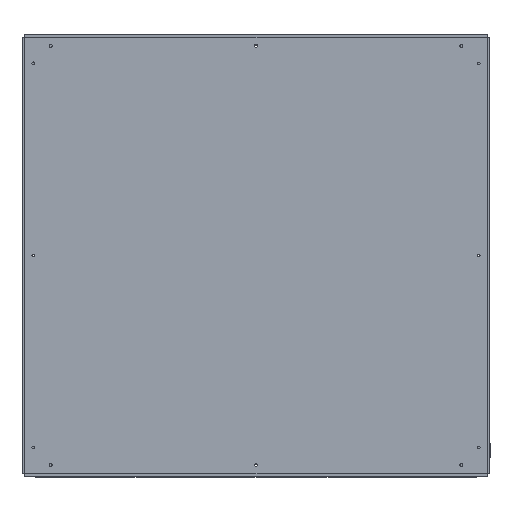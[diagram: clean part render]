
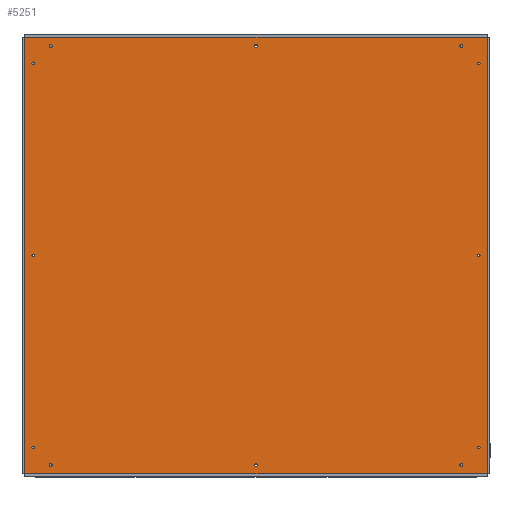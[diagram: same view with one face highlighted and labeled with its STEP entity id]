
A CAD part, top view. The second image highlights one B-rep face of the part: STEP entity #5251.
In plain terms, the highlighted planar face has unit normal (0, 0, 1).
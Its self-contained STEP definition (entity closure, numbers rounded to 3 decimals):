
#291=FACE_BOUND('',#1077,.T.);
#292=FACE_BOUND('',#1078,.T.);
#293=FACE_BOUND('',#1079,.T.);
#294=FACE_BOUND('',#1080,.T.);
#295=FACE_BOUND('',#1081,.T.);
#296=FACE_BOUND('',#1082,.T.);
#297=FACE_BOUND('',#1083,.T.);
#298=FACE_BOUND('',#1084,.T.);
#299=FACE_BOUND('',#1085,.T.);
#300=FACE_BOUND('',#1086,.T.);
#301=FACE_BOUND('',#1087,.T.);
#302=FACE_BOUND('',#1088,.T.);
#467=PLANE('',#5832);
#664=FACE_OUTER_BOUND('',#1076,.T.);
#1076=EDGE_LOOP('',(#4357,#4358,#4359,#4360));
#1077=EDGE_LOOP('',(#4361));
#1078=EDGE_LOOP('',(#4362));
#1079=EDGE_LOOP('',(#4363));
#1080=EDGE_LOOP('',(#4364));
#1081=EDGE_LOOP('',(#4365));
#1082=EDGE_LOOP('',(#4366));
#1083=EDGE_LOOP('',(#4367));
#1084=EDGE_LOOP('',(#4368));
#1085=EDGE_LOOP('',(#4369));
#1086=EDGE_LOOP('',(#4370));
#1087=EDGE_LOOP('',(#4371));
#1088=EDGE_LOOP('',(#4372));
#1515=LINE('',#8557,#1904);
#1518=LINE('',#8563,#1907);
#1521=LINE('',#8569,#1910);
#1524=LINE('',#8573,#1913);
#1904=VECTOR('',#7009,10.);
#1907=VECTOR('',#7014,10.);
#1910=VECTOR('',#7019,10.);
#1913=VECTOR('',#7024,10.);
#2232=CIRCLE('',#5795,1.65);
#2234=CIRCLE('',#5798,1.65);
#2236=CIRCLE('',#5800,1.65);
#2238=CIRCLE('',#5803,1.65);
#2240=CIRCLE('',#5805,1.65);
#2242=CIRCLE('',#5808,1.65);
#2244=CIRCLE('',#5811,1.65);
#2246=CIRCLE('',#5814,1.65);
#2248=CIRCLE('',#5817,1.65);
#2250=CIRCLE('',#5820,1.65);
#2252=CIRCLE('',#5823,1.65);
#2254=CIRCLE('',#5826,1.65);
#2628=VERTEX_POINT('',#8445);
#2630=VERTEX_POINT('',#8451);
#2632=VERTEX_POINT('',#8474);
#2634=VERTEX_POINT('',#8480);
#2636=VERTEX_POINT('',#8503);
#2638=VERTEX_POINT('',#8509);
#2640=VERTEX_POINT('',#8515);
#2642=VERTEX_POINT('',#8521);
#2644=VERTEX_POINT('',#8527);
#2646=VERTEX_POINT('',#8533);
#2648=VERTEX_POINT('',#8539);
#2650=VERTEX_POINT('',#8545);
#2654=VERTEX_POINT('',#8554);
#2655=VERTEX_POINT('',#8556);
#2657=VERTEX_POINT('',#8562);
#2659=VERTEX_POINT('',#8568);
#3219=EDGE_CURVE('',#2628,#2628,#2232,.T.);
#3222=EDGE_CURVE('',#2630,#2630,#2234,.T.);
#3225=EDGE_CURVE('',#2632,#2632,#2236,.T.);
#3228=EDGE_CURVE('',#2634,#2634,#2238,.T.);
#3231=EDGE_CURVE('',#2636,#2636,#2240,.T.);
#3234=EDGE_CURVE('',#2638,#2638,#2242,.T.);
#3237=EDGE_CURVE('',#2640,#2640,#2244,.T.);
#3240=EDGE_CURVE('',#2642,#2642,#2246,.T.);
#3243=EDGE_CURVE('',#2644,#2644,#2248,.T.);
#3246=EDGE_CURVE('',#2646,#2646,#2250,.T.);
#3249=EDGE_CURVE('',#2648,#2648,#2252,.T.);
#3252=EDGE_CURVE('',#2650,#2650,#2254,.T.);
#3257=EDGE_CURVE('',#2655,#2654,#1515,.T.);
#3260=EDGE_CURVE('',#2657,#2655,#1518,.T.);
#3263=EDGE_CURVE('',#2659,#2657,#1521,.T.);
#3266=EDGE_CURVE('',#2654,#2659,#1524,.T.);
#4357=ORIENTED_EDGE('',*,*,#3266,.T.);
#4358=ORIENTED_EDGE('',*,*,#3263,.T.);
#4359=ORIENTED_EDGE('',*,*,#3260,.T.);
#4360=ORIENTED_EDGE('',*,*,#3257,.T.);
#4361=ORIENTED_EDGE('',*,*,#3219,.T.);
#4362=ORIENTED_EDGE('',*,*,#3222,.T.);
#4363=ORIENTED_EDGE('',*,*,#3225,.T.);
#4364=ORIENTED_EDGE('',*,*,#3228,.T.);
#4365=ORIENTED_EDGE('',*,*,#3231,.T.);
#4366=ORIENTED_EDGE('',*,*,#3234,.T.);
#4367=ORIENTED_EDGE('',*,*,#3237,.T.);
#4368=ORIENTED_EDGE('',*,*,#3240,.T.);
#4369=ORIENTED_EDGE('',*,*,#3243,.T.);
#4370=ORIENTED_EDGE('',*,*,#3246,.T.);
#4371=ORIENTED_EDGE('',*,*,#3249,.T.);
#4372=ORIENTED_EDGE('',*,*,#3252,.T.);
#5251=ADVANCED_FACE('',(#664,#291,#292,#293,#294,#295,#296,#297,#298,#299,
#300,#301,#302),#467,.T.);
#5795=AXIS2_PLACEMENT_3D('',#8446,#6927,#6928);
#5798=AXIS2_PLACEMENT_3D('',#8452,#6934,#6935);
#5800=AXIS2_PLACEMENT_3D('',#8475,#6939,#6940);
#5803=AXIS2_PLACEMENT_3D('',#8481,#6946,#6947);
#5805=AXIS2_PLACEMENT_3D('',#8504,#6951,#6952);
#5808=AXIS2_PLACEMENT_3D('',#8510,#6958,#6959);
#5811=AXIS2_PLACEMENT_3D('',#8516,#6965,#6966);
#5814=AXIS2_PLACEMENT_3D('',#8522,#6972,#6973);
#5817=AXIS2_PLACEMENT_3D('',#8528,#6979,#6980);
#5820=AXIS2_PLACEMENT_3D('',#8534,#6986,#6987);
#5823=AXIS2_PLACEMENT_3D('',#8540,#6993,#6994);
#5826=AXIS2_PLACEMENT_3D('',#8546,#7000,#7001);
#5832=AXIS2_PLACEMENT_3D('',#8574,#7025,#7026);
#6927=DIRECTION('center_axis',(0.,0.,-1.));
#6928=DIRECTION('ref_axis',(-1.,0.,0.));
#6934=DIRECTION('center_axis',(0.,0.,-1.));
#6935=DIRECTION('ref_axis',(-1.,0.,0.));
#6939=DIRECTION('center_axis',(0.,0.,-1.));
#6940=DIRECTION('ref_axis',(1.,0.,0.));
#6946=DIRECTION('center_axis',(0.,0.,-1.));
#6947=DIRECTION('ref_axis',(-1.,0.,0.));
#6951=DIRECTION('center_axis',(0.,0.,-1.));
#6952=DIRECTION('ref_axis',(1.,0.,0.));
#6958=DIRECTION('center_axis',(0.,0.,-1.));
#6959=DIRECTION('ref_axis',(-1.,0.,0.));
#6965=DIRECTION('center_axis',(0.,0.,-1.));
#6966=DIRECTION('ref_axis',(-1.,0.,0.));
#6972=DIRECTION('center_axis',(0.,0.,-1.));
#6973=DIRECTION('ref_axis',(-1.,0.,0.));
#6979=DIRECTION('center_axis',(0.,0.,-1.));
#6980=DIRECTION('ref_axis',(-1.,0.,0.));
#6986=DIRECTION('center_axis',(0.,0.,-1.));
#6987=DIRECTION('ref_axis',(-1.,0.,0.));
#6993=DIRECTION('center_axis',(0.,0.,-1.));
#6994=DIRECTION('ref_axis',(-1.,0.,0.));
#7000=DIRECTION('center_axis',(0.,0.,-1.));
#7001=DIRECTION('ref_axis',(-1.,0.,0.));
#7009=DIRECTION('',(-1.,0.,0.));
#7014=DIRECTION('',(0.,1.,0.));
#7019=DIRECTION('',(1.,0.,0.));
#7024=DIRECTION('',(0.,-1.,0.));
#7025=DIRECTION('center_axis',(0.,0.,1.));
#7026=DIRECTION('ref_axis',(1.,0.,0.));
#8445=CARTESIAN_POINT('',(-253.35,275.,158.));
#8446=CARTESIAN_POINT('Origin',(-255.,275.,158.));
#8451=CARTESIAN_POINT('',(-233.35,295.,158.));
#8452=CARTESIAN_POINT('Origin',(-235.,295.,158.));
#8474=CARTESIAN_POINT('',(233.35,294.923,158.));
#8475=CARTESIAN_POINT('Origin',(235.,294.923,158.));
#8480=CARTESIAN_POINT('',(1.65,295.,158.));
#8481=CARTESIAN_POINT('Origin',(0.,295.,158.));
#8503=CARTESIAN_POINT('',(253.35,274.923,158.));
#8504=CARTESIAN_POINT('Origin',(255.,274.923,158.));
#8509=CARTESIAN_POINT('',(-253.35,55.,158.));
#8510=CARTESIAN_POINT('Origin',(-255.,55.,158.));
#8515=CARTESIAN_POINT('',(1.65,-185.,158.));
#8516=CARTESIAN_POINT('Origin',(0.,-185.,
158.));
#8521=CARTESIAN_POINT('',(256.65,55.,158.));
#8522=CARTESIAN_POINT('Origin',(255.,55.,158.));
#8527=CARTESIAN_POINT('',(236.65,-185.,158.));
#8528=CARTESIAN_POINT('Origin',(235.,-185.,158.));
#8533=CARTESIAN_POINT('',(-253.35,-165.,158.));
#8534=CARTESIAN_POINT('Origin',(-255.,-165.,158.));
#8539=CARTESIAN_POINT('',(256.65,-165.,158.));
#8540=CARTESIAN_POINT('Origin',(255.,-165.,158.));
#8545=CARTESIAN_POINT('',(-233.35,-185.,158.));
#8546=CARTESIAN_POINT('Origin',(-235.,-185.,158.));
#8554=CARTESIAN_POINT('',(-265.,305.,158.));
#8556=CARTESIAN_POINT('',(265.,305.,158.));
#8557=CARTESIAN_POINT('',(-265.,305.,158.));
#8562=CARTESIAN_POINT('',(265.,-195.,158.));
#8563=CARTESIAN_POINT('',(265.,-193.5,158.));
#8568=CARTESIAN_POINT('',(-265.,-195.,158.));
#8569=CARTESIAN_POINT('',(-265.,-195.,158.));
#8573=CARTESIAN_POINT('',(-265.,305.,158.));
#8574=CARTESIAN_POINT('Origin',(0.,55.,158.));
